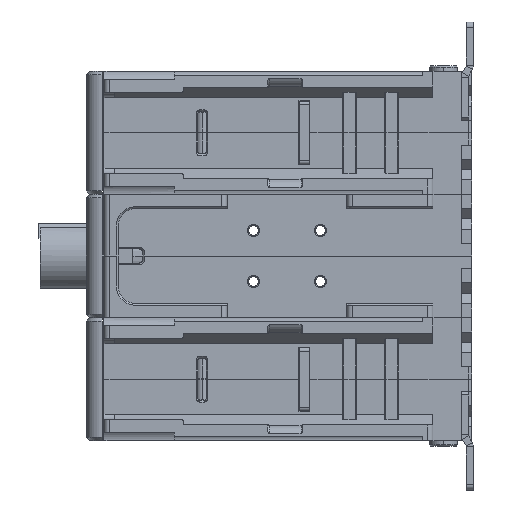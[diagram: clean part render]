
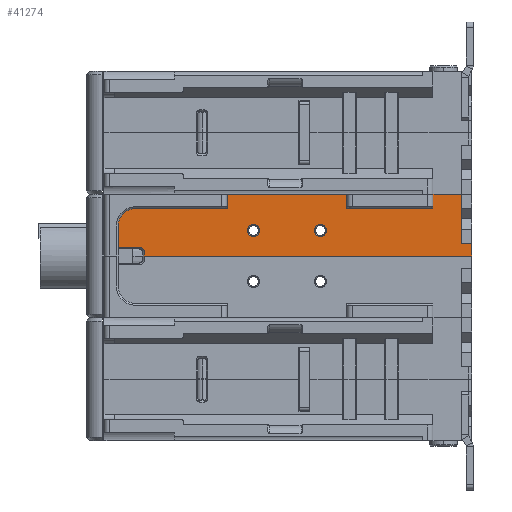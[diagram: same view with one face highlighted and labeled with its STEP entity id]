
A CAD part, left-side view. The second image highlights one B-rep face of the part: STEP entity #41274.
In plain terms, the highlighted planar face has unit normal (-1, 0, 0).
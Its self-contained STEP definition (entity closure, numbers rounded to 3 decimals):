
#34304=DIRECTION('',(0.,1.,0.));
#34305=VECTOR('',#34304,8.);
#34306=CARTESIAN_POINT('',(-53.,-44.5,70.));
#34307=LINE('',#34306,#34305);
#34326=DIRECTION('',(0.,1.,0.));
#34327=VECTOR('',#34326,34.);
#34328=CARTESIAN_POINT('',(-53.,-12.,70.));
#34329=LINE('',#34328,#34327);
#35213=CARTESIAN_POINT('',(-53.,48.,61.));
#35214=DIRECTION('',(-1.,0.,0.));
#35215=DIRECTION('',(0.,0.,1.));
#35216=AXIS2_PLACEMENT_3D('',#35213,#35214,#35215);
#35218=DIRECTION('',(0.,-1.,0.));
#35219=VECTOR('',#35218,26.);
#35220=CARTESIAN_POINT('',(-53.,48.,66.));
#35221=LINE('',#35220,#35219);
#35222=DIRECTION('',(0.,0.,-1.));
#35223=VECTOR('',#35222,4.);
#35224=CARTESIAN_POINT('',(-53.,22.,70.));
#35225=LINE('',#35224,#35223);
#35226=DIRECTION('',(0.,0.,1.));
#35227=VECTOR('',#35226,4.);
#35228=CARTESIAN_POINT('',(-53.,-12.,66.));
#35229=LINE('',#35228,#35227);
#35230=DIRECTION('',(0.,-1.,0.));
#35231=VECTOR('',#35230,24.5);
#35232=CARTESIAN_POINT('',(-53.,-12.,66.));
#35233=LINE('',#35232,#35231);
#35234=DIRECTION('',(0.,0.,-1.));
#35235=VECTOR('',#35234,4.);
#35236=CARTESIAN_POINT('',(-53.,-36.5,70.));
#35237=LINE('',#35236,#35235);
#35238=DIRECTION('',(0.,0.,-1.));
#35239=VECTOR('',#35238,14.);
#35240=CARTESIAN_POINT('',(-53.,-44.5,70.));
#35241=LINE('',#35240,#35239);
#35242=DIRECTION('',(0.,1.,0.));
#35243=VECTOR('',#35242,3.);
#35244=CARTESIAN_POINT('',(-53.,-47.5,56.));
#35245=LINE('',#35244,#35243);
#35246=DIRECTION('',(0.,0.,-1.));
#35247=VECTOR('',#35246,3.5);
#35248=CARTESIAN_POINT('',(-53.,-47.5,56.));
#35249=LINE('',#35248,#35247);
#35250=DIRECTION('',(0.,1.,0.));
#35251=VECTOR('',#35250,93.);
#35252=CARTESIAN_POINT('',(-53.,-47.5,52.5));
#35253=LINE('',#35252,#35251);
#35254=DIRECTION('',(0.,0.,-1.));
#35255=VECTOR('',#35254,1.);
#35256=CARTESIAN_POINT('',(-53.,45.5,53.5));
#35257=LINE('',#35256,#35255);
#35258=CARTESIAN_POINT('',(-53.,47.,53.5));
#35259=DIRECTION('',(1.,0.,0.));
#35260=DIRECTION('',(0.,0.,1.));
#35261=AXIS2_PLACEMENT_3D('',#35258,#35259,#35260);
#35263=DIRECTION('',(0.,-1.,0.));
#35264=VECTOR('',#35263,6.);
#35265=CARTESIAN_POINT('',(-53.,53.,55.));
#35266=LINE('',#35265,#35264);
#35267=DIRECTION('',(0.,0.,1.));
#35268=VECTOR('',#35267,6.);
#35269=CARTESIAN_POINT('',(-53.,53.,55.));
#35270=LINE('',#35269,#35268);
#35271=CARTESIAN_POINT('',(-53.,14.5,59.75));
#35272=DIRECTION('',(1.,0.,0.));
#35273=DIRECTION('',(0.,0.,-1.));
#35274=AXIS2_PLACEMENT_3D('',#35271,#35272,#35273);
#35276=CARTESIAN_POINT('',(-53.,14.5,59.75));
#35277=DIRECTION('',(1.,0.,0.));
#35278=DIRECTION('',(0.,0.,1.));
#35279=AXIS2_PLACEMENT_3D('',#35276,#35277,#35278);
#35281=CARTESIAN_POINT('',(-53.,-4.5,59.75));
#35282=DIRECTION('',(1.,0.,0.));
#35283=DIRECTION('',(0.,0.,-1.));
#35284=AXIS2_PLACEMENT_3D('',#35281,#35282,#35283);
#35286=CARTESIAN_POINT('',(-53.,-4.5,59.75));
#35287=DIRECTION('',(1.,0.,0.));
#35288=DIRECTION('',(0.,0.,1.));
#35289=AXIS2_PLACEMENT_3D('',#35286,#35287,#35288);
#38337=CARTESIAN_POINT('',(-53.,-44.5,70.));
#38339=VERTEX_POINT('',#38337);
#38362=CARTESIAN_POINT('',(-53.,-47.5,56.));
#38364=VERTEX_POINT('',#38362);
#38378=CARTESIAN_POINT('',(-53.,-44.5,56.));
#38379=VERTEX_POINT('',#38378);
#38382=CARTESIAN_POINT('',(-53.,-47.5,52.5));
#38383=VERTEX_POINT('',#38382);
#39406=CARTESIAN_POINT('',(-53.,53.,55.));
#39407=CARTESIAN_POINT('',(-53.,47.,55.));
#39408=VERTEX_POINT('',#39406);
#39409=VERTEX_POINT('',#39407);
#39416=CARTESIAN_POINT('',(-53.,45.5,52.5));
#39417=VERTEX_POINT('',#39416);
#39488=CARTESIAN_POINT('',(-53.,-36.5,70.));
#39489=CARTESIAN_POINT('',(-53.,-36.5,66.));
#39490=VERTEX_POINT('',#39488);
#39491=VERTEX_POINT('',#39489);
#39508=CARTESIAN_POINT('',(-53.,48.,66.));
#39509=CARTESIAN_POINT('',(-53.,53.,61.));
#39510=VERTEX_POINT('',#39508);
#39511=VERTEX_POINT('',#39509);
#39548=CARTESIAN_POINT('',(-53.,-12.,70.));
#39549=CARTESIAN_POINT('',(-53.,22.,70.));
#39550=VERTEX_POINT('',#39548);
#39551=VERTEX_POINT('',#39549);
#39560=CARTESIAN_POINT('',(-53.,-12.,66.));
#39561=VERTEX_POINT('',#39560);
#39562=CARTESIAN_POINT('',(-53.,22.,66.));
#39563=VERTEX_POINT('',#39562);
#39784=CARTESIAN_POINT('',(-53.,14.5,58.05));
#39785=CARTESIAN_POINT('',(-53.,14.5,61.45));
#39786=VERTEX_POINT('',#39784);
#39787=VERTEX_POINT('',#39785);
#39792=CARTESIAN_POINT('',(-53.,-4.5,58.05));
#39793=CARTESIAN_POINT('',(-53.,-4.5,61.45));
#39794=VERTEX_POINT('',#39792);
#39795=VERTEX_POINT('',#39793);
#39838=CARTESIAN_POINT('',(-53.,45.5,53.5));
#39839=VERTEX_POINT('',#39838);
#41232=CARTESIAN_POINT('',(-53.,-47.5,70.));
#41233=DIRECTION('',(-1.,0.,0.));
#41234=DIRECTION('',(0.,1.,0.));
#41235=AXIS2_PLACEMENT_3D('',#41232,#41233,#41234);
#41236=PLANE('',#41235);
#41237=ORIENTED_EDGE('',*,*,#41226,.F.);
#41238=ORIENTED_EDGE('',*,*,#40965,.T.);
#41239=ORIENTED_EDGE('',*,*,#40919,.F.);
#41240=ORIENTED_EDGE('',*,*,#39933,.F.);
#41241=ORIENTED_EDGE('',*,*,#40854,.F.);
#41242=ORIENTED_EDGE('',*,*,#41000,.T.);
#41244=ORIENTED_EDGE('',*,*,#41243,.F.);
#41245=ORIENTED_EDGE('',*,*,#39921,.F.);
#41246=ORIENTED_EDGE('',*,*,#40229,.T.);
#41248=ORIENTED_EDGE('',*,*,#41247,.F.);
#41250=ORIENTED_EDGE('',*,*,#41249,.T.);
#41252=ORIENTED_EDGE('',*,*,#41251,.T.);
#41254=ORIENTED_EDGE('',*,*,#41253,.F.);
#41256=ORIENTED_EDGE('',*,*,#41255,.F.);
#41258=ORIENTED_EDGE('',*,*,#41257,.F.);
#41259=ORIENTED_EDGE('',*,*,#41120,.T.);
#41260=EDGE_LOOP('',(#41237,#41238,#41239,#41240,#41241,#41242,#41244,#41245,
#41246,#41248,#41250,#41252,#41254,#41256,#41258,#41259));
#41261=FACE_OUTER_BOUND('',#41260,.F.);
#41263=ORIENTED_EDGE('',*,*,#41262,.F.);
#41265=ORIENTED_EDGE('',*,*,#41264,.F.);
#41266=EDGE_LOOP('',(#41263,#41265));
#41267=FACE_BOUND('',#41266,.F.);
#41269=ORIENTED_EDGE('',*,*,#41268,.F.);
#41271=ORIENTED_EDGE('',*,*,#41270,.F.);
#41272=EDGE_LOOP('',(#41269,#41271));
#41273=FACE_BOUND('',#41272,.F.);
#41274=ADVANCED_FACE('',(#41261,#41267,#41273),#41236,.T.);
#35217=CIRCLE('',#35216,5.);
#35262=CIRCLE('',#35261,1.5);
#35275=CIRCLE('',#35274,1.7);
#35280=CIRCLE('',#35279,1.7);
#35285=CIRCLE('',#35284,1.7);
#35290=CIRCLE('',#35289,1.7);
#39921=EDGE_CURVE('',#38339,#39490,#34307,.T.);
#39933=EDGE_CURVE('',#39550,#39551,#34329,.T.);
#40229=EDGE_CURVE('',#38339,#38379,#35241,.T.);
#40854=EDGE_CURVE('',#39561,#39550,#35229,.T.);
#40919=EDGE_CURVE('',#39551,#39563,#35225,.T.);
#40965=EDGE_CURVE('',#39510,#39563,#35221,.T.);
#41000=EDGE_CURVE('',#39561,#39491,#35233,.T.);
#41120=EDGE_CURVE('',#39408,#39511,#35270,.T.);
#41226=EDGE_CURVE('',#39510,#39511,#35217,.T.);
#41243=EDGE_CURVE('',#39490,#39491,#35237,.T.);
#41247=EDGE_CURVE('',#38364,#38379,#35245,.T.);
#41249=EDGE_CURVE('',#38364,#38383,#35249,.T.);
#41251=EDGE_CURVE('',#38383,#39417,#35253,.T.);
#41253=EDGE_CURVE('',#39839,#39417,#35257,.T.);
#41255=EDGE_CURVE('',#39409,#39839,#35262,.T.);
#41257=EDGE_CURVE('',#39408,#39409,#35266,.T.);
#41262=EDGE_CURVE('',#39786,#39787,#35275,.T.);
#41264=EDGE_CURVE('',#39787,#39786,#35280,.T.);
#41268=EDGE_CURVE('',#39794,#39795,#35285,.T.);
#41270=EDGE_CURVE('',#39795,#39794,#35290,.T.);
